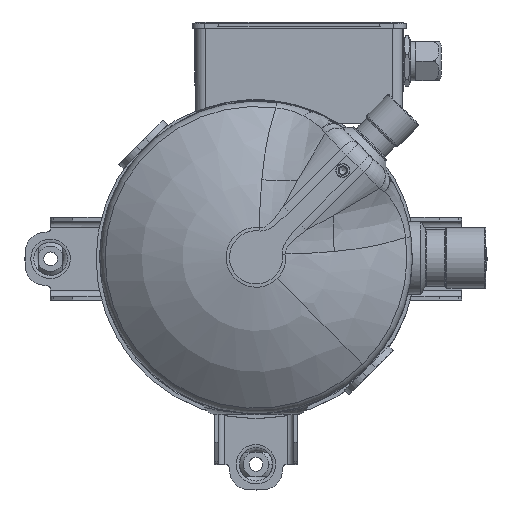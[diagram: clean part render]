
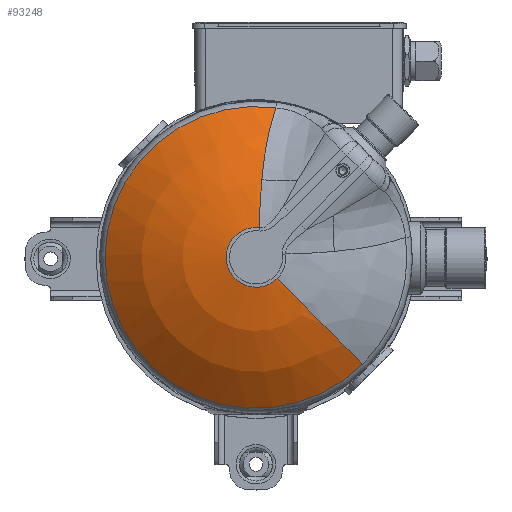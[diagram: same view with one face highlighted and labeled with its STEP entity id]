
A CAD part, top view. The second image highlights one B-rep face of the part: STEP entity #93248.
In plain terms, the highlighted spherical face has radius 179.966 mm.
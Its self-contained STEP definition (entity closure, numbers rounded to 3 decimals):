
#93097=CARTESIAN_POINT('',(85.21,174.833,303.044));
#93098=VERTEX_POINT('',#93097);
#93106=CARTESIAN_POINT('',(15.929,379.49,303.044));
#93107=VERTEX_POINT('',#93106);
#93108=CARTESIAN_POINT('',(0.,260.042,303.044));
#93109=DIRECTION('',(0.,0.,1.));
#93110=DIRECTION('',(-0.707,-0.707,0.));
#93111=AXIS2_PLACEMENT_3D('',#93108,#93109,#93110);
#93112=CIRCLE('',#93111,120.505);
#93113=EDGE_CURVE('',#93107,#93098,#93112,.T.);
#93125=CARTESIAN_POINT('',(0.,260.042,169.378));
#93126=DIRECTION('',(-0.,-0.,-1.));
#93127=DIRECTION('',(0.707,-0.707,0.));
#93128=AXIS2_PLACEMENT_3D('',#93125,#93126,#93127);
#93129=SPHERICAL_SURFACE('',#93128,179.966);
#93130=CARTESIAN_POINT('',(16.871,243.171,347.756));
#93131=VERTEX_POINT('',#93130);
#93132=CARTESIAN_POINT('',(0.,260.042,169.378));
#93133=DIRECTION('',(-0.707,-0.707,0.));
#93134=DIRECTION('',(0.707,-0.707,0.));
#93135=AXIS2_PLACEMENT_3D('',#93132,#93133,#93134);
#93136=CIRCLE('',#93135,179.966);
#93137=EDGE_CURVE('',#93098,#93131,#93136,.T.);
#93138=ORIENTED_EDGE('',*,*,#93137,.T.);
#93139=CARTESIAN_POINT('',(2.667,283.752,347.756));
#93140=VERTEX_POINT('',#93139);
#93141=CARTESIAN_POINT('',(0.,260.042,347.756));
#93142=DIRECTION('',(0.,0.,1.));
#93143=DIRECTION('',(-0.707,-0.707,0.));
#93144=AXIS2_PLACEMENT_3D('',#93141,#93142,#93143);
#93145=CIRCLE('',#93144,23.859);
#93146=EDGE_CURVE('',#93140,#93131,#93145,.T.);
#93147=ORIENTED_EDGE('',*,*,#93146,.F.);
#93148=CARTESIAN_POINT('',(4.622,322.044,338.264));
#93149=VERTEX_POINT('',#93148);
#93150=CARTESIAN_POINT('',(4.622,322.044,338.264));
#93151=CARTESIAN_POINT('',(4.519,320.941,338.671));
#93152=CARTESIAN_POINT('',(4.417,319.819,339.074));
#93153=CARTESIAN_POINT('',(4.318,318.673,339.471));
#93154=CARTESIAN_POINT('',(4.219,317.527,339.869));
#93155=CARTESIAN_POINT('',(4.122,316.357,340.261));
#93156=CARTESIAN_POINT('',(4.029,315.177,340.643));
#93157=CARTESIAN_POINT('',(3.936,313.997,341.026));
#93158=CARTESIAN_POINT('',(3.846,312.806,341.397));
#93159=CARTESIAN_POINT('',(3.761,311.619,341.754));
#93160=CARTESIAN_POINT('',(3.676,310.431,342.112));
#93161=CARTESIAN_POINT('',(3.596,309.248,342.454));
#93162=CARTESIAN_POINT('',(3.521,308.092,342.775));
#93163=CARTESIAN_POINT('',(3.447,306.937,343.097));
#93164=CARTESIAN_POINT('',(3.378,305.81,343.398));
#93165=CARTESIAN_POINT('',(3.317,304.741,343.674));
#93166=CARTESIAN_POINT('',(3.255,303.671,343.949));
#93167=CARTESIAN_POINT('',(3.2,302.659,344.199));
#93168=CARTESIAN_POINT('',(3.152,301.707,344.427));
#93169=CARTESIAN_POINT('',(3.103,300.754,344.654));
#93170=CARTESIAN_POINT('',(3.06,299.861,344.859));
#93171=CARTESIAN_POINT('',(3.022,299.015,345.048));
#93172=CARTESIAN_POINT('',(2.984,298.168,345.236));
#93173=CARTESIAN_POINT('',(2.95,297.369,345.408));
#93174=CARTESIAN_POINT('',(2.92,296.608,345.566));
#93175=CARTESIAN_POINT('',(2.859,295.086,345.883));
#93176=CARTESIAN_POINT('',(2.814,293.719,346.148));
#93177=CARTESIAN_POINT('',(2.778,292.477,346.376));
#93178=CARTESIAN_POINT('',(2.743,291.236,346.604));
#93179=CARTESIAN_POINT('',(2.718,290.121,346.795));
#93180=CARTESIAN_POINT('',(2.7,289.097,346.963));
#93181=CARTESIAN_POINT('',(2.682,288.073,347.131));
#93182=CARTESIAN_POINT('',(2.671,287.138,347.275));
#93183=CARTESIAN_POINT('',(2.666,286.254,347.405));
#93184=CARTESIAN_POINT('',(2.661,285.37,347.536));
#93185=CARTESIAN_POINT('',(2.661,284.536,347.652));
#93186=CARTESIAN_POINT('',(2.667,283.752,347.756));
#93187=B_SPLINE_CURVE_WITH_KNOTS('',3,(#93150,#93151,#93152,#93153,#93154,#93155,#93156,#93157,#93158,#93159,#93160,#93161,#93162,#93163,#93164,#93165,#93166,#93167,#93168,#93169,#93170,#93171,#93172,#93173,#93174,#93175,
#93176,#93177,#93178,#93179,#93180,#93181,#93182,#93183,#93184,#93185,#93186),.UNSPECIFIED.,.F.,.F.,(4,3,3,3,3,3,3,3,3,3,3,3,4),(0.,0.063,0.125,0.188,0.25,0.313,0.375,0.438,0.5,0.625,0.75,0.875,1.),.UNSPECIFIED.);
#93188=EDGE_CURVE('',#93149,#93140,#93187,.T.);
#93189=ORIENTED_EDGE('',*,*,#93188,.F.);
#93190=CARTESIAN_POINT('',(15.929,379.49,303.044));
#93191=CARTESIAN_POINT('',(15.343,377.882,304.55));
#93192=CARTESIAN_POINT('',(14.796,376.278,305.99));
#93193=CARTESIAN_POINT('',(14.281,374.678,307.373));
#93194=CARTESIAN_POINT('',(14.024,373.877,308.065));
#93195=CARTESIAN_POINT('',(13.775,373.078,308.742));
#93196=CARTESIAN_POINT('',(13.534,372.279,309.405));
#93197=CARTESIAN_POINT('',(13.293,371.48,310.069));
#93198=CARTESIAN_POINT('',(13.059,370.683,310.718));
#93199=CARTESIAN_POINT('',(12.834,369.891,311.351));
#93200=CARTESIAN_POINT('',(12.608,369.1,311.984));
#93201=CARTESIAN_POINT('',(12.391,368.313,312.601));
#93202=CARTESIAN_POINT('',(12.181,367.535,313.2));
#93203=CARTESIAN_POINT('',(11.972,366.757,313.8));
#93204=CARTESIAN_POINT('',(11.771,365.988,314.381));
#93205=CARTESIAN_POINT('',(11.578,365.229,314.944));
#93206=CARTESIAN_POINT('',(11.192,363.711,316.072));
#93207=CARTESIAN_POINT('',(10.836,362.229,317.133));
#93208=CARTESIAN_POINT('',(10.503,360.773,318.143));
#93209=CARTESIAN_POINT('',(10.17,359.317,319.152));
#93210=CARTESIAN_POINT('',(9.86,357.886,320.11));
#93211=CARTESIAN_POINT('',(9.569,356.485,321.02));
#93212=CARTESIAN_POINT('',(9.279,355.083,321.929));
#93213=CARTESIAN_POINT('',(9.008,353.709,322.792));
#93214=CARTESIAN_POINT('',(8.756,352.37,323.608));
#93215=CARTESIAN_POINT('',(8.504,351.032,324.423));
#93216=CARTESIAN_POINT('',(8.269,349.729,325.192));
#93217=CARTESIAN_POINT('',(8.052,348.468,325.915));
#93218=CARTESIAN_POINT('',(7.834,347.207,326.639));
#93219=CARTESIAN_POINT('',(7.633,345.987,327.318));
#93220=CARTESIAN_POINT('',(7.445,344.805,327.959));
#93221=CARTESIAN_POINT('',(7.07,342.44,329.24));
#93222=CARTESIAN_POINT('',(6.748,340.228,330.369));
#93223=CARTESIAN_POINT('',(6.462,338.139,331.387));
#93224=CARTESIAN_POINT('',(6.319,337.095,331.897));
#93225=CARTESIAN_POINT('',(6.186,336.081,332.378));
#93226=CARTESIAN_POINT('',(6.06,335.093,332.836));
#93227=CARTESIAN_POINT('',(5.934,334.106,333.294));
#93228=CARTESIAN_POINT('',(5.816,333.145,333.729));
#93229=CARTESIAN_POINT('',(5.704,332.21,334.142));
#93230=CARTESIAN_POINT('',(5.592,331.274,334.556));
#93231=CARTESIAN_POINT('',(5.487,330.364,334.948));
#93232=CARTESIAN_POINT('',(5.387,329.478,335.322));
#93233=CARTESIAN_POINT('',(5.288,328.592,335.697));
#93234=CARTESIAN_POINT('',(5.194,327.73,336.052));
#93235=CARTESIAN_POINT('',(5.106,326.888,336.391));
#93236=CARTESIAN_POINT('',(5.017,326.046,336.731));
#93237=CARTESIAN_POINT('',(4.932,325.223,337.056));
#93238=CARTESIAN_POINT('',(4.852,324.415,337.367));
#93239=CARTESIAN_POINT('',(4.772,323.608,337.679));
#93240=CARTESIAN_POINT('',(4.695,322.816,337.978));
#93241=CARTESIAN_POINT('',(4.622,322.044,338.264));
#93242=B_SPLINE_CURVE_WITH_KNOTS('',3,(#93190,#93191,#93192,#93193,#93194,#93195,#93196,#93197,#93198,#93199,#93200,#93201,#93202,#93203,#93204,#93205,#93206,#93207,#93208,#93209,#93210,#93211,#93212,#93213,#93214,#93215,
#93216,#93217,#93218,#93219,#93220,#93221,#93222,#93223,#93224,#93225,#93226,#93227,#93228,#93229,#93230,#93231,#93232,#93233,#93234,#93235,#93236,#93237,#93238,#93239,#93240,
#93241),.UNSPECIFIED.,.F.,.F.,(4,3,3,3,3,3,3,3,3,3,3,3,3,3,3,3,3,4),(0.,0.063,0.094,0.125,0.156,0.188,0.25,0.313,0.375,0.438,0.5,0.625,0.688,0.75,0.813,0.875,0.938,1.),.UNSPECIFIED.);
#93243=EDGE_CURVE('',#93107,#93149,#93242,.T.);
#93244=ORIENTED_EDGE('',*,*,#93243,.F.);
#93245=ORIENTED_EDGE('',*,*,#93113,.T.);
#93246=EDGE_LOOP('',(#93138,#93147,#93189,#93244,#93245));
#93247=FACE_BOUND('',#93246,.T.);
#93248=ADVANCED_FACE('',(#93247),#93129,.T.);
